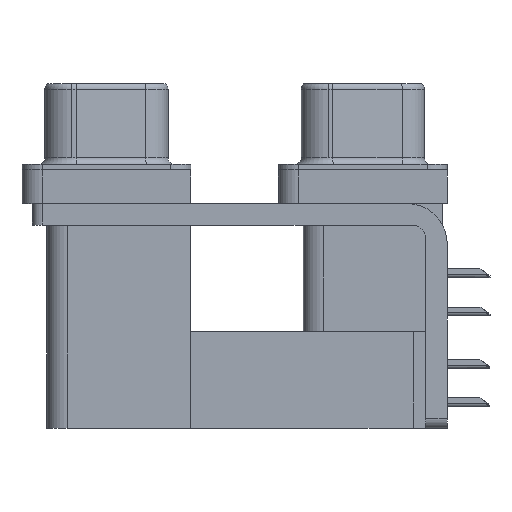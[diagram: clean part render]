
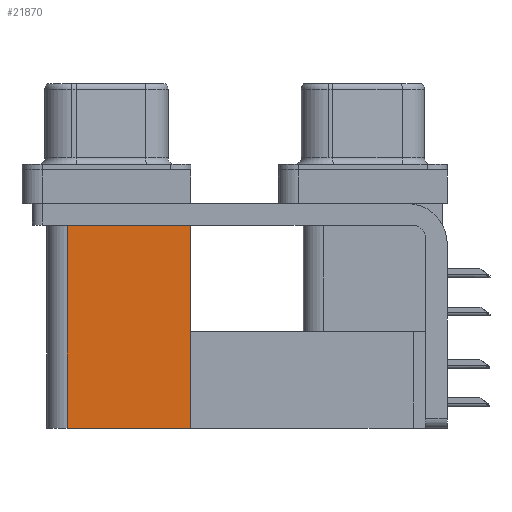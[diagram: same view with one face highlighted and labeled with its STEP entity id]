
A CAD part, left-side view. The second image highlights one B-rep face of the part: STEP entity #21870.
In plain terms, the highlighted planar face has unit normal (-1, 0, 0).
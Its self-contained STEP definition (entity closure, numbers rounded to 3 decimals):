
#343 = ORIENTED_EDGE ( 'NONE', *, *, #22240, .T. ) ;
#1568 = EDGE_CURVE ( 'NONE', #8784, #19406, #24998, .T. ) ;
#4392 = VECTOR ( 'NONE', #21346, 1000. ) ;
#8086 = DIRECTION ( 'NONE',  ( 0., 0., -1. ) ) ;
#8183 = AXIS2_PLACEMENT_3D ( 'NONE', #25473, #10140, #8086 ) ;
#8784 = VERTEX_POINT ( 'NONE', #15151 ) ;
#9063 = CARTESIAN_POINT ( 'NONE',  ( 3.765, 21.975, -19.2 ) ) ;
#9627 = CARTESIAN_POINT ( 'NONE',  ( 3.765, 21.975, -19.2 ) ) ;
#10140 = DIRECTION ( 'NONE',  ( 1., 0., 0. ) ) ;
#10397 = VECTOR ( 'NONE', #22389, 1000. ) ;
#11443 = LINE ( 'NONE', #27773, #10397 ) ;
#11655 = VECTOR ( 'NONE', #23496, 1000. ) ;
#12271 = CARTESIAN_POINT ( 'NONE',  ( 3.765, 21.975, -2.5 ) ) ;
#12778 = VERTEX_POINT ( 'NONE', #12271 ) ;
#14248 = FACE_OUTER_BOUND ( 'NONE', #28100, .T. ) ;
#14443 = LINE ( 'NONE', #9627, #11655 ) ;
#15151 = CARTESIAN_POINT ( 'NONE',  ( 3.765, 12.775, -19.2 ) ) ;
#19063 = ORIENTED_EDGE ( 'NONE', *, *, #1568, .F. ) ;
#19406 = VERTEX_POINT ( 'NONE', #9063 ) ;
#19582 = CARTESIAN_POINT ( 'NONE',  ( 3.765, 12.775, -19.2 ) ) ;
#20334 = DIRECTION ( 'NONE',  ( 0., 1., 0. ) ) ;
#20613 = EDGE_CURVE ( 'NONE', #8784, #27849, #28370, .T. ) ;
#21346 = DIRECTION ( 'NONE',  ( 0., 0., 1. ) ) ;
#21870 = ADVANCED_FACE ( 'NONE', ( #14248 ), #28265, .F. ) ;
#22240 = EDGE_CURVE ( 'NONE', #27849, #12778, #11443, .T. ) ;
#22389 = DIRECTION ( 'NONE',  ( 0., 1., 0. ) ) ;
#23209 = EDGE_CURVE ( 'NONE', #19406, #12778, #14443, .T. ) ;
#23496 = DIRECTION ( 'NONE',  ( 0., 0., 1. ) ) ;
#24713 = CARTESIAN_POINT ( 'NONE',  ( 3.765, 12.775, -19.2 ) ) ;
#24998 = LINE ( 'NONE', #24713, #28890 ) ;
#25305 = ORIENTED_EDGE ( 'NONE', *, *, #20613, .T. ) ;
#25473 = CARTESIAN_POINT ( 'NONE',  ( 3.765, 12.775, -19.2 ) ) ;
#25810 = CARTESIAN_POINT ( 'NONE',  ( 3.765, 12.775, -2.5 ) ) ;
#27773 = CARTESIAN_POINT ( 'NONE',  ( 3.765, 12.775, -2.5 ) ) ;
#27849 = VERTEX_POINT ( 'NONE', #25810 ) ;
#28024 = ORIENTED_EDGE ( 'NONE', *, *, #23209, .F. ) ;
#28100 = EDGE_LOOP ( 'NONE', ( #343, #28024, #19063, #25305 ) ) ;
#28265 = PLANE ( 'NONE',  #8183 ) ;
#28370 = LINE ( 'NONE', #19582, #4392 ) ;
#28890 = VECTOR ( 'NONE', #20334, 1000. ) ;
